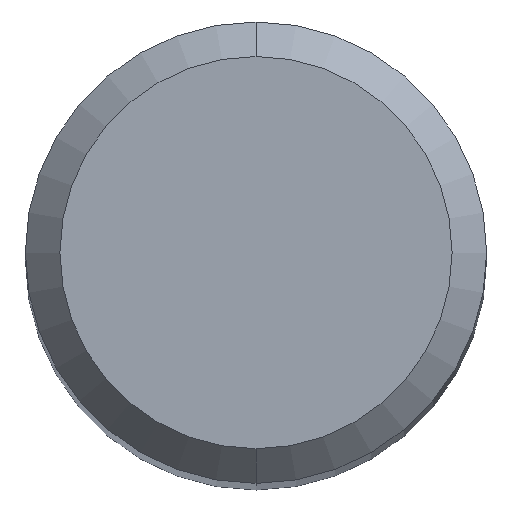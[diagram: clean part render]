
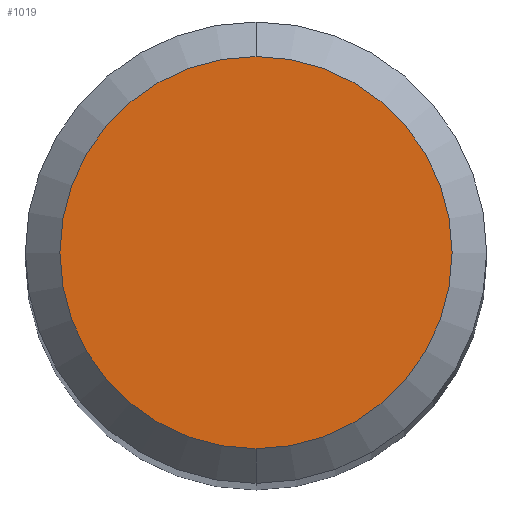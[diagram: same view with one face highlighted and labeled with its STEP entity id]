
A CAD part, top view. The second image highlights one B-rep face of the part: STEP entity #1019.
In plain terms, the highlighted planar face has unit normal (0, 0, 1).
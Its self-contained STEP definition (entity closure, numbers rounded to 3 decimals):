
#671=EDGE_CURVE('',#977,#811,#1384,.T.);
#811=VERTEX_POINT('',#1539);
#913=EDGE_CURVE('',#811,#977,#1652,.T.);
#977=VERTEX_POINT('',#1722);
#1019=ADVANCED_FACE('',(#1765),#1766,.T.);
#1384=CIRCLE('',#3196,1.7);
#1539=CARTESIAN_POINT('',(0.0,1.7,0.0));
#1652=CIRCLE('',#4579,1.7);
#1722=CARTESIAN_POINT('',(0.,-1.7,0.0));
#1765=FACE_OUTER_BOUND('',#5095,.T.);
#1766=PLANE('',#5096);
#3196=AXIS2_PLACEMENT_3D('',#5627,#5628,#5629);
#4579=AXIS2_PLACEMENT_3D('',#5972,#5973,#5974);
#5095=EDGE_LOOP('',(#6067,#6068));
#5096=AXIS2_PLACEMENT_3D('',#6069,#6070,#6071);
#5627=CARTESIAN_POINT('',(0.0,0.0,0.0));
#5628=DIRECTION('',(0.0,0.0,-1.0));
#5629=DIRECTION('',(0.0,1.0,0.0));
#5972=CARTESIAN_POINT('',(0.0,0.0,0.0));
#5973=DIRECTION('',(0.0,0.0,-1.0));
#5974=DIRECTION('',(0.0,1.0,0.0));
#6067=ORIENTED_EDGE('',*,*,#913,.F.);
#6068=ORIENTED_EDGE('',*,*,#671,.F.);
#6069=CARTESIAN_POINT('',(0.0,0.85,0.0));
#6070=DIRECTION('',(-0.0,0.0,1.0));
#6071=DIRECTION('',(0.0,-1.0,0.0));
